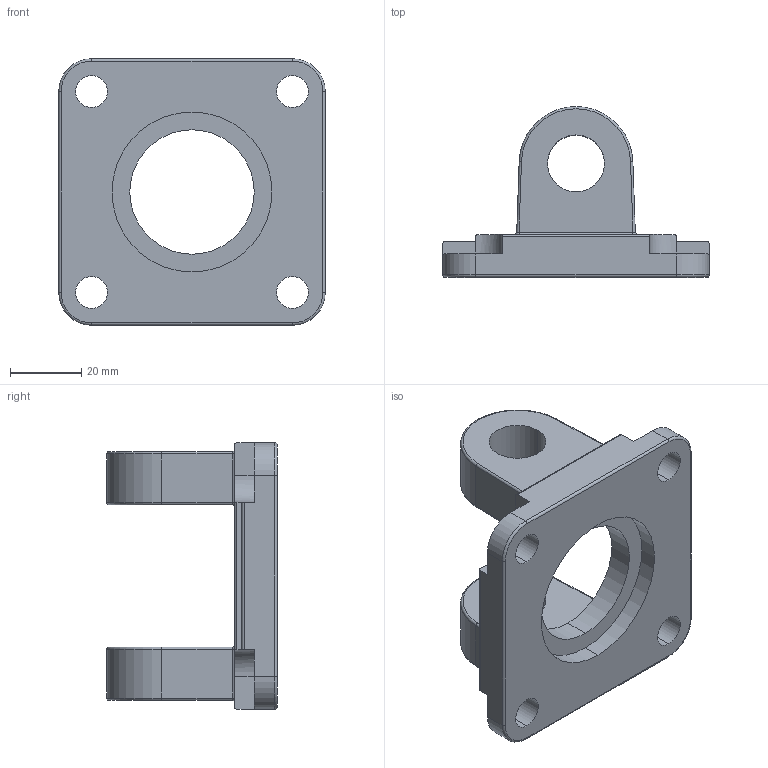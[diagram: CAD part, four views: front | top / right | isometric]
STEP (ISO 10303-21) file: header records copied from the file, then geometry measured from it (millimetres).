
FILE_DESCRIPTION (( 'STEP AP203' ), '1' );
FILE_NAME ('IN17-63.STEP', '2015-09-17T09:27:14', ( 'utente11' ), ( '' ), 'SwSTEP 2.0', 'SolidWorks 2015', '' );
FILE_SCHEMA (( 'CONFIG_CONTROL_DESIGN' ));
Length unit declared in the file: millimetre
Products named in the file (1): IN17-63
Bounding box: 75 x 48 x 75 mm (x, y, z)
Volume: 68838.2 mm3; surface area: 20567.3 mm2
Topology: 1 solids, 1 shells, 99 faces, 246 edges, 152 vertices
Faces by surface type: cylinder 52, plane 31, torus 8, bspline 8
Entity records: 3257 total; most frequent: CARTESIAN_POINT 806, DIRECTION 510, ORIENTED_EDGE 492, EDGE_CURVE 246, AXIS2_PLACEMENT_3D 192, VERTEX_POINT 152, LINE 126, VECTOR 126
